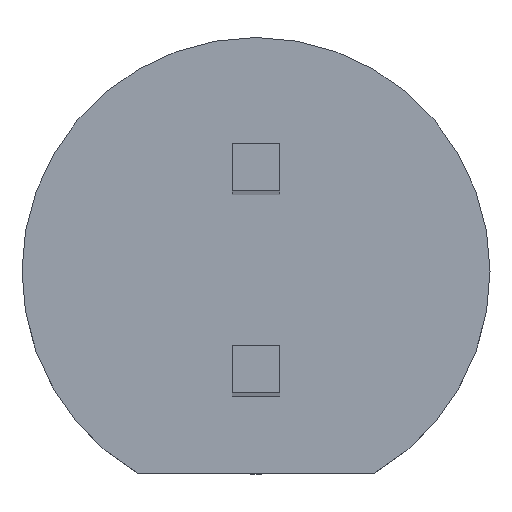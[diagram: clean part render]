
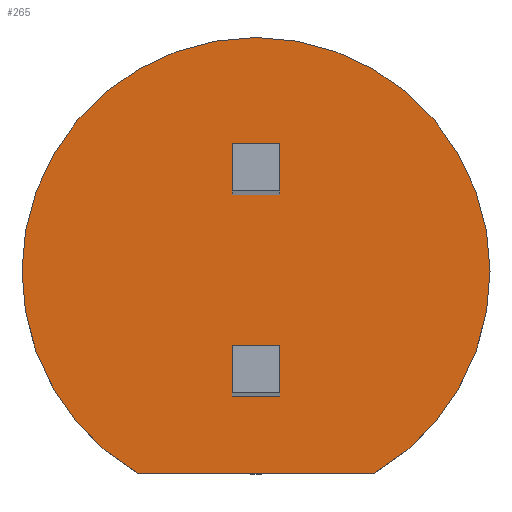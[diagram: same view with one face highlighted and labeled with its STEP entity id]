
A CAD part, top view. The second image highlights one B-rep face of the part: STEP entity #265.
In plain terms, the highlighted planar face has unit normal (0, 0, 1).
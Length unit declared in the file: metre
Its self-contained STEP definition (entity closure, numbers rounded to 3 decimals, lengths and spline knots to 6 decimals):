
#15=LINE('',#405,#44);
#17=LINE('',#411,#46);
#18=LINE('',#414,#47);
#19=LINE('',#416,#48);
#20=LINE('',#418,#49);
#21=LINE('',#419,#50);
#22=LINE('',#422,#51);
#23=LINE('',#424,#52);
#24=LINE('',#426,#53);
#44=VECTOR('',#334,1.);
#46=VECTOR('',#342,1.);
#47=VECTOR('',#343,1.);
#48=VECTOR('',#344,1.);
#49=VECTOR('',#345,1.);
#50=VECTOR('',#346,1.);
#51=VECTOR('',#347,1.);
#52=VECTOR('',#348,1.);
#53=VECTOR('',#349,1.);
#75=PLANE('',#300);
#104=ORIENTED_EDGE('',*,*,#164,.T.);
#105=ORIENTED_EDGE('',*,*,#165,.T.);
#106=ORIENTED_EDGE('',*,*,#166,.T.);
#107=ORIENTED_EDGE('',*,*,#167,.T.);
#108=ORIENTED_EDGE('',*,*,#168,.T.);
#109=ORIENTED_EDGE('',*,*,#169,.T.);
#110=ORIENTED_EDGE('',*,*,#170,.T.);
#111=ORIENTED_EDGE('',*,*,#171,.T.);
#112=ORIENTED_EDGE('',*,*,#161,.F.);
#113=ORIENTED_EDGE('',*,*,#163,.F.);
#161=EDGE_CURVE('',#193,#194,#15,.T.);
#163=EDGE_CURVE('',#194,#193,#215,.T.);
#164=EDGE_CURVE('',#195,#196,#17,.T.);
#165=EDGE_CURVE('',#196,#197,#18,.T.);
#166=EDGE_CURVE('',#197,#198,#19,.T.);
#167=EDGE_CURVE('',#198,#195,#20,.T.);
#168=EDGE_CURVE('',#199,#200,#21,.T.);
#169=EDGE_CURVE('',#200,#201,#22,.T.);
#170=EDGE_CURVE('',#201,#202,#23,.T.);
#171=EDGE_CURVE('',#202,#199,#24,.T.);
#193=VERTEX_POINT('',#404);
#194=VERTEX_POINT('',#406);
#195=VERTEX_POINT('',#412);
#196=VERTEX_POINT('',#413);
#197=VERTEX_POINT('',#415);
#198=VERTEX_POINT('',#417);
#199=VERTEX_POINT('',#420);
#200=VERTEX_POINT('',#421);
#201=VERTEX_POINT('',#423);
#202=VERTEX_POINT('',#425);
#215=CIRCLE('',#299,0.00295);
#224=EDGE_LOOP('',(#104,#105,#106,#107));
#225=EDGE_LOOP('',(#108,#109,#110,#111));
#226=EDGE_LOOP('',(#112,#113));
#245=FACE_BOUND('',#224,.T.);
#246=FACE_BOUND('',#225,.T.);
#247=FACE_BOUND('',#226,.T.);
#265=ADVANCED_FACE('',(#245,#246,#247),#75,.F.);
#299=AXIS2_PLACEMENT_3D('',#409,#338,#339);
#300=AXIS2_PLACEMENT_3D('',#410,#340,#341);
#334=DIRECTION('',(-1.,0.,0.));
#338=DIRECTION('',(0.,0.,-1.));
#339=DIRECTION('',(-0.503,0.864,0.));
#340=DIRECTION('',(0.,0.,-1.));
#341=DIRECTION('',(-1.,0.,0.));
#342=DIRECTION('',(-1.,0.,0.));
#343=DIRECTION('',(0.,1.,0.));
#344=DIRECTION('',(1.,0.,0.));
#345=DIRECTION('',(0.,-1.,0.));
#346=DIRECTION('',(1.,0.,0.));
#347=DIRECTION('',(0.,-1.,0.));
#348=DIRECTION('',(-1.,0.,0.));
#349=DIRECTION('',(0.,1.,0.));
#404=CARTESIAN_POINT('',(0.001483,-0.00255,0.));
#405=CARTESIAN_POINT('',(0.001483,-0.00255,0.));
#406=CARTESIAN_POINT('',(-0.001483,-0.00255,0.));
#409=CARTESIAN_POINT('',(0.,0.,0.));
#410=CARTESIAN_POINT('',(0.,0.,0.));
#411=CARTESIAN_POINT('',(0.0003,-0.00157,0.));
#412=CARTESIAN_POINT('',(0.0003,-0.00157,0.));
#413=CARTESIAN_POINT('',(-0.0003,-0.00157,0.));
#414=CARTESIAN_POINT('',(-0.0003,0.,0.));
#415=CARTESIAN_POINT('',(-0.0003,-0.00097,0.));
#416=CARTESIAN_POINT('',(0.,-0.00097,0.));
#417=CARTESIAN_POINT('',(0.0003,-0.00097,0.));
#418=CARTESIAN_POINT('',(0.0003,0.,0.));
#419=CARTESIAN_POINT('',(-0.0003,0.00157,0.));
#420=CARTESIAN_POINT('',(-0.0003,0.00157,0.));
#421=CARTESIAN_POINT('',(0.0003,0.00157,0.));
#422=CARTESIAN_POINT('',(0.0003,0.,0.));
#423=CARTESIAN_POINT('',(0.0003,0.00097,0.));
#424=CARTESIAN_POINT('',(0.,0.00097,0.));
#425=CARTESIAN_POINT('',(-0.0003,0.00097,0.));
#426=CARTESIAN_POINT('',(-0.0003,0.,0.));
